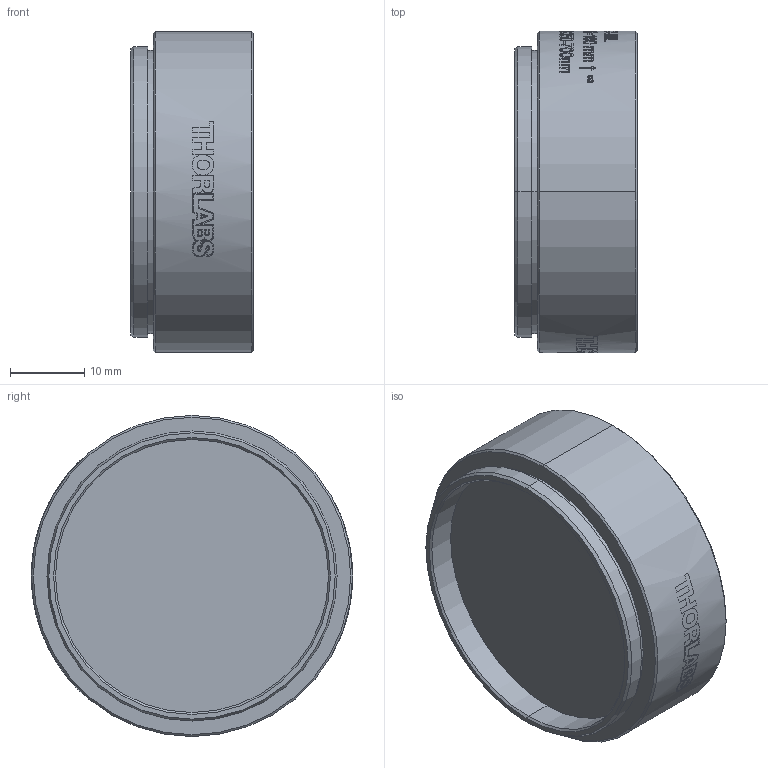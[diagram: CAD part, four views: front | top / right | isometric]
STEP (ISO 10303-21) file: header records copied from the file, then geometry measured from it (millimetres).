
FILE_DESCRIPTION (( 'STEP AP203' ), '1' );
FILE_NAME ('TTN200722-E0W.STEP', '2020-06-26T18:44:38', ( '' ), ( '' ), 'SwSTEP 2.0', 'SolidWorks 2018', '' );
FILE_SCHEMA (( 'CONFIG_CONTROL_DESIGN' ));
Length unit declared in the file: millimetre
Products named in the file (1): TTN200722-E0W
Bounding box: 16.51 x 43.18 x 43.18 mm (x, y, z)
Volume: 9622.9 mm3; surface area: 8638.9 mm2
Topology: 3 solids, 3 shells, 157 faces, 954 edges, 912 vertices
Faces by surface type: cylinder 123, cone 17, plane 15, sphere 2
Entity records: 17198 total; most frequent: CARTESIAN_POINT 9874, ORIENTED_EDGE 1908, DIRECTION 1040, EDGE_CURVE 954, VERTEX_POINT 912, B_SPLINE_CURVE_WITH_KNOTS 495, AXIS2_PLACEMENT_3D 423, EDGE_LOOP 270
